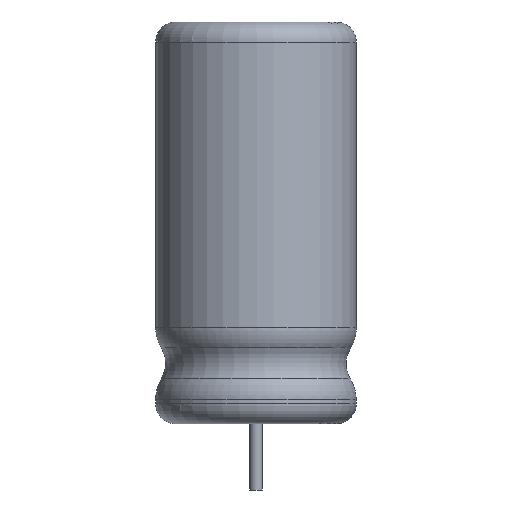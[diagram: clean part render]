
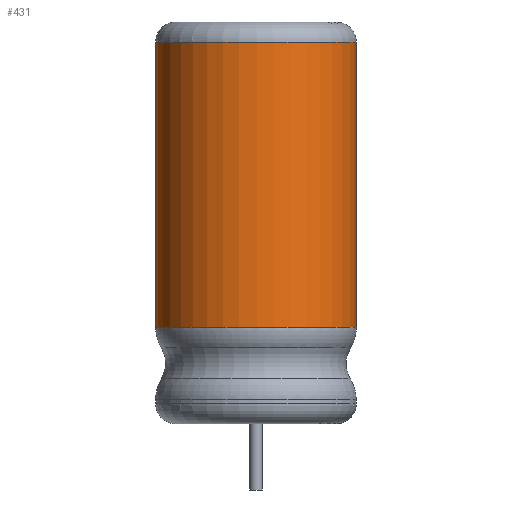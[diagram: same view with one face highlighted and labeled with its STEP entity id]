
A CAD part, left-side view. The second image highlights one B-rep face of the part: STEP entity #431.
In plain terms, the highlighted cylindrical face has radius 5 mm (diameter 10 mm), a full revolution.
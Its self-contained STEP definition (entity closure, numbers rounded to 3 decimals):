
#336=CARTESIAN_POINT('',(4.593,-1.976,19.0));
#337=VERTEX_POINT('',#336);
#338=CARTESIAN_POINT('',(4.593,-1.976,13.597));
#339=VERTEX_POINT('',#338);
#340=CARTESIAN_POINT('',(4.593,-1.976,20.0));
#341=DIRECTION('',(0.0,0.0,-1.0));
#342=VECTOR('',#341,1.0);
#343=LINE('',#340,#342);
#344=EDGE_CURVE('n� 419',#337,#339,#343,.T.);
#345=ORIENTED_EDGE('',*,*,#344,.F.);
#346=CARTESIAN_POINT('',(4.572,2.024,19.0));
#347=VERTEX_POINT('',#346);
#348=CARTESIAN_POINT('',(0.0,0.0,19.0));
#349=DIRECTION('',(-0.0,-0.0,-1.0));
#350=DIRECTION('',(1.0,0.0,-0.0));
#351=AXIS2_PLACEMENT_3D('',#348,#349,#350);
#352=CIRCLE('',#351,5.0);
#353=EDGE_CURVE('n� 106',#337,#347,#352,.T.);
#354=ORIENTED_EDGE('',*,*,#353,.T.);
#355=CARTESIAN_POINT('',(4.572,2.024,13.55));
#356=VERTEX_POINT('',#355);
#357=CARTESIAN_POINT('',(4.572,2.024,20.0));
#358=DIRECTION('',(0.0,0.0,1.0));
#359=VECTOR('',#358,1.0);
#360=LINE('',#357,#359);
#361=EDGE_CURVE('n� 439',#356,#347,#360,.T.);
#362=ORIENTED_EDGE('',*,*,#361,.F.);
#363=CARTESIAN_POINT('',(5.0,-0.0,11.526));
#364=VERTEX_POINT('',#363);
#365=CARTESIAN_POINT('',(0.0,0.0,11.526));
#366=DIRECTION('',(0.0,-0.707,0.707));
#367=DIRECTION('',(0.0,-0.707,-0.707));
#368=AXIS2_PLACEMENT_3D('',#365,#366,#367);
#369=ELLIPSE('',#368,7.071,5.0);
#370=EDGE_CURVE('n� 379',#364,#356,#369,.T.);
#371=ORIENTED_EDGE('',*,*,#370,.F.);
#372=CARTESIAN_POINT('',(0.0,0.0,11.526));
#373=DIRECTION('',(-0.0,0.724,0.69));
#374=DIRECTION('',(-0.0,0.69,-0.724));
#375=AXIS2_PLACEMENT_3D('',#372,#373,#374);
#376=ELLIPSE('',#375,7.245,5.0);
#377=EDGE_CURVE('n� 374',#339,#364,#376,.T.);
#378=ORIENTED_EDGE('',*,*,#377,.F.);
#379=EDGE_LOOP('',(#345,#354,#362,#371,#378));
#380=FACE_OUTER_BOUND('',#379,.T.);
#381=CARTESIAN_POINT('',(4.572,2.024,4.803));
#382=VERTEX_POINT('',#381);
#383=CARTESIAN_POINT('',(4.572,2.024,12.823));
#384=VERTEX_POINT('',#383);
#385=CARTESIAN_POINT('',(4.572,2.024,20.0));
#386=DIRECTION('',(0.0,0.0,1.0));
#387=VECTOR('',#386,1.0);
#388=LINE('',#385,#387);
#389=EDGE_CURVE('n� 1124',#382,#384,#388,.T.);
#390=ORIENTED_EDGE('',*,*,#389,.F.);
#391=CARTESIAN_POINT('',(4.593,-1.976,4.803));
#392=VERTEX_POINT('',#391);
#393=CARTESIAN_POINT('',(0.0,0.0,4.803));
#394=DIRECTION('',(0.0,0.0,1.0));
#395=DIRECTION('',(-1.0,0.0,0.0));
#396=AXIS2_PLACEMENT_3D('',#393,#394,#395);
#397=CIRCLE('',#396,5.0);
#398=EDGE_CURVE('n� 989',#382,#392,#397,.T.);
#399=ORIENTED_EDGE('',*,*,#398,.T.);
#400=CARTESIAN_POINT('',(4.593,-1.976,12.871));
#401=VERTEX_POINT('',#400);
#402=CARTESIAN_POINT('',(4.593,-1.976,20.0));
#403=DIRECTION('',(0.0,0.0,-1.0));
#404=VECTOR('',#403,1.0);
#405=LINE('',#402,#404);
#406=EDGE_CURVE('n� 1131',#401,#392,#405,.T.);
#407=ORIENTED_EDGE('',*,*,#406,.F.);
#408=CARTESIAN_POINT('',(5.0,-0.0,10.799));
#409=VERTEX_POINT('',#408);
#410=CARTESIAN_POINT('',(0.0,0.0,10.799));
#411=DIRECTION('',(0.0,-0.724,-0.69));
#412=DIRECTION('',(-0.0,0.69,-0.724));
#413=AXIS2_PLACEMENT_3D('',#410,#411,#412);
#414=ELLIPSE('',#413,7.245,5.0);
#415=EDGE_CURVE('n� 1030',#409,#401,#414,.T.);
#416=ORIENTED_EDGE('',*,*,#415,.F.);
#417=CARTESIAN_POINT('',(0.0,0.0,10.799));
#418=DIRECTION('',(0.0,0.707,-0.707));
#419=DIRECTION('',(-0.0,-0.707,-0.707));
#420=AXIS2_PLACEMENT_3D('',#417,#418,#419);
#421=ELLIPSE('',#420,7.071,5.0);
#422=EDGE_CURVE('n� 1034',#384,#409,#421,.T.);
#423=ORIENTED_EDGE('',*,*,#422,.F.);
#424=EDGE_LOOP('',(#390,#399,#407,#416,#423));
#425=FACE_BOUND('',#424,.T.);
#426=CARTESIAN_POINT('',(0.0,0.0,20.0));
#427=DIRECTION('',(-0.0,-0.0,-1.0));
#428=DIRECTION('',(-1.0,0.0,0.0));
#429=AXIS2_PLACEMENT_3D('',#426,#427,#428);
#430=CYLINDRICAL_SURFACE('',#429,5.0);
#431=ADVANCED_FACE('n� 1039',(#380,#425),#430,.T.);
